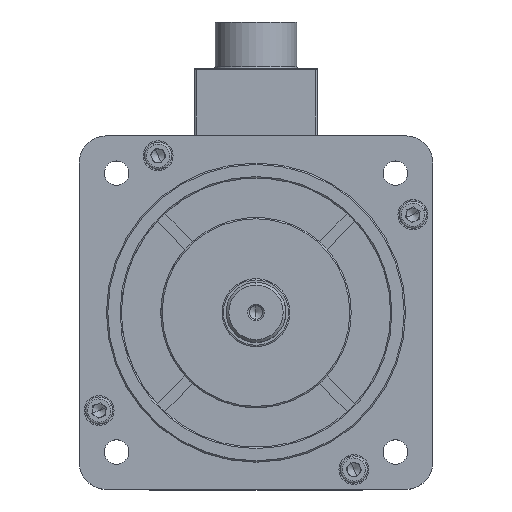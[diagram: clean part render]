
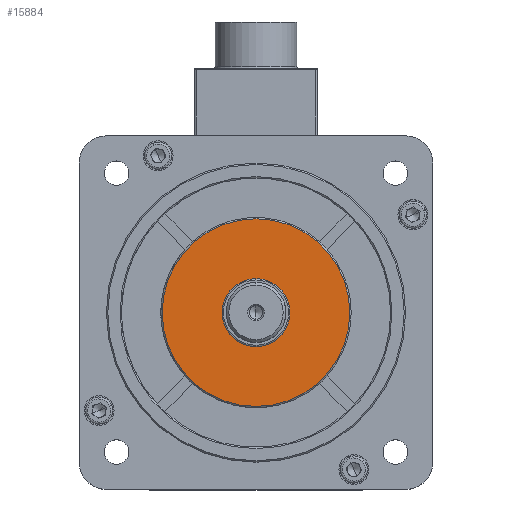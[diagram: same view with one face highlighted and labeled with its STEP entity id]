
A CAD part, top view. The second image highlights one B-rep face of the part: STEP entity #15884.
In plain terms, the highlighted planar face has unit normal (0, 0, 1).
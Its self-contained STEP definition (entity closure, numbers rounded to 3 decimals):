
#2708 = DIRECTION ( 'NONE',  ( 1., 0., 0. ) ) ;
#2955 = DIRECTION ( 'NONE',  ( 0., 0., 1. ) ) ;
#4162 = DIRECTION ( 'NONE',  ( 1., 0., 0. ) ) ;
#5272 = PLANE ( 'NONE',  #25544 ) ;
#7835 = DIRECTION ( 'NONE',  ( 1., 0., 0. ) ) ;
#10354 = CIRCLE ( 'NONE', #24187, 34.5 ) ;
#12123 = EDGE_LOOP ( 'NONE', ( #20351, #27576 ) ) ;
#12212 = CARTESIAN_POINT ( 'NONE',  ( 235.859, 86.541, 51.207 ) ) ;
#13036 = EDGE_CURVE ( 'NONE', #25886, #22005, #20853, .T. ) ;
#15884 = ADVANCED_FACE ( 'NONE', ( #27637 ), #5272, .T. ) ;
#15897 = CARTESIAN_POINT ( 'NONE',  ( 166.859, 86.541, 51.207 ) ) ;
#16293 = CARTESIAN_POINT ( 'NONE',  ( 201.359, 86.541, 51.207 ) ) ;
#16441 = CARTESIAN_POINT ( 'NONE',  ( 201.359, 86.541, 51.207 ) ) ;
#17279 = EDGE_CURVE ( 'NONE', #22005, #25886, #10354, .T. ) ;
#20351 = ORIENTED_EDGE ( 'NONE', *, *, #13036, .T. ) ;
#20853 = CIRCLE ( 'NONE', #32393, 34.5 ) ;
#22005 = VERTEX_POINT ( 'NONE', #12212 ) ;
#22018 = DIRECTION ( 'NONE',  ( 0., 0., 1. ) ) ;
#24187 = AXIS2_PLACEMENT_3D ( 'NONE', #32576, #2955, #7835 ) ;
#25544 = AXIS2_PLACEMENT_3D ( 'NONE', #16293, #35595, #4162 ) ;
#25886 = VERTEX_POINT ( 'NONE', #15897 ) ;
#27576 = ORIENTED_EDGE ( 'NONE', *, *, #17279, .T. ) ;
#27637 = FACE_OUTER_BOUND ( 'NONE', #12123, .T. ) ;
#32393 = AXIS2_PLACEMENT_3D ( 'NONE', #16441, #22018, #2708 ) ;
#32576 = CARTESIAN_POINT ( 'NONE',  ( 201.359, 86.541, 51.207 ) ) ;
#35595 = DIRECTION ( 'NONE',  ( 0., 0., 1. ) ) ;
